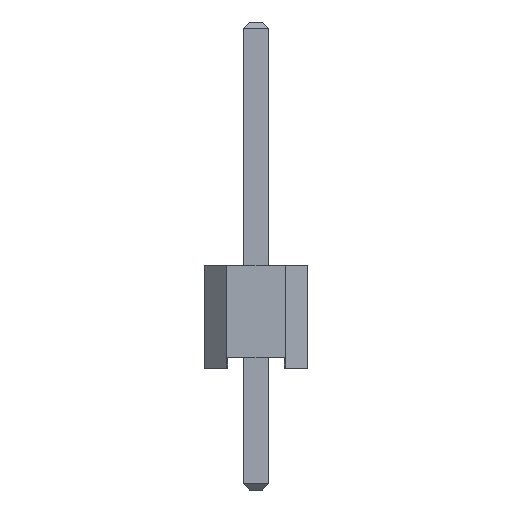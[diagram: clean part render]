
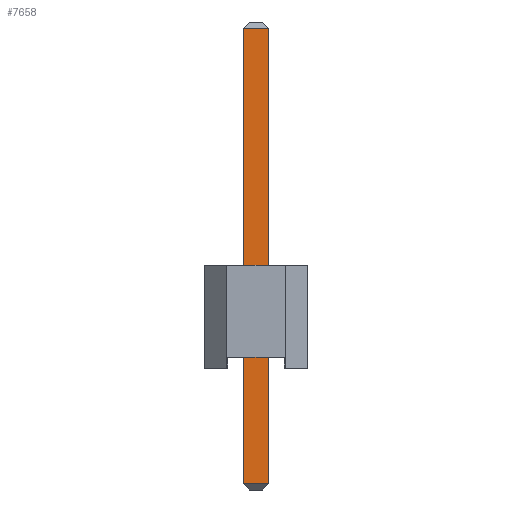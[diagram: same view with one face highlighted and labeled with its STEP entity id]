
A CAD part, left-side view. The second image highlights one B-rep face of the part: STEP entity #7658.
In plain terms, the highlighted planar face has unit normal (-1, 0, 0).
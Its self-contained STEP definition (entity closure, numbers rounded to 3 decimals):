
#110=FACE_OUTER_BOUND('',#586,.T.);
#586=EDGE_LOOP('',(#5097,#5098,#5099,#5100));
#1073=LINE('',#10759,#2161);
#1087=LINE('',#10785,#2175);
#1098=LINE('',#10808,#2186);
#1100=LINE('',#10811,#2188);
#2161=VECTOR('',#8704,10.);
#2175=VECTOR('',#8726,10.);
#2186=VECTOR('',#8749,10.);
#2188=VECTOR('',#8753,10.);
#3237=VERTEX_POINT('',#10757);
#3238=VERTEX_POINT('',#10758);
#3246=VERTEX_POINT('',#10783);
#3250=VERTEX_POINT('',#10796);
#3929=EDGE_CURVE('',#3237,#3238,#1073,.T.);
#3943=EDGE_CURVE('',#3237,#3246,#1087,.T.);
#3954=EDGE_CURVE('',#3250,#3246,#1098,.T.);
#3956=EDGE_CURVE('',#3238,#3250,#1100,.T.);
#5097=ORIENTED_EDGE('',*,*,#3929,.F.);
#5098=ORIENTED_EDGE('',*,*,#3943,.T.);
#5099=ORIENTED_EDGE('',*,*,#3954,.F.);
#5100=ORIENTED_EDGE('',*,*,#3956,.F.);
#7182=PLANE('',#8182);
#7658=ADVANCED_FACE('',(#110),#7182,.T.);
#8182=AXIS2_PLACEMENT_3D('',#10810,#8751,#8752);
#8704=DIRECTION('',(0.,1.,0.));
#8726=DIRECTION('',(0.,0.,1.));
#8749=DIRECTION('',(0.,-1.,0.));
#8751=DIRECTION('center_axis',(-1.,0.,0.));
#8752=DIRECTION('ref_axis',(0.,-1.,0.));
#8753=DIRECTION('',(0.,0.,1.));
#10757=CARTESIAN_POINT('',(-20.64,-0.32,-2.8));
#10758=CARTESIAN_POINT('',(-20.64,0.32,-2.8));
#10759=CARTESIAN_POINT('',(-20.64,0.16,-2.8));
#10783=CARTESIAN_POINT('',(-20.64,-0.32,8.44));
#10785=CARTESIAN_POINT('',(-20.64,-0.32,-2.95));
#10796=CARTESIAN_POINT('',(-20.64,0.32,8.44));
#10808=CARTESIAN_POINT('',(-20.64,0.16,8.44));
#10810=CARTESIAN_POINT('Origin',(-20.64,0.32,-2.95));
#10811=CARTESIAN_POINT('',(-20.64,0.32,-2.95));
